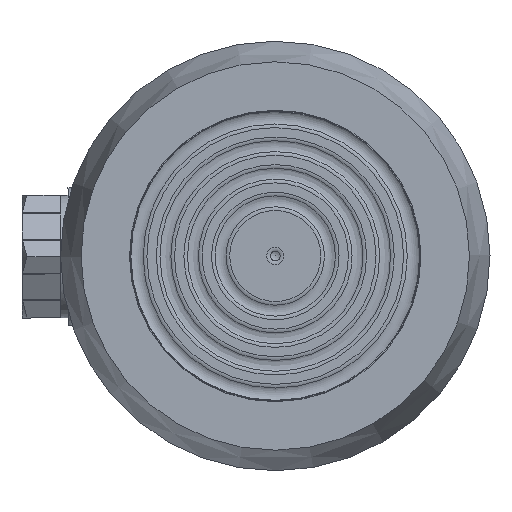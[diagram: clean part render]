
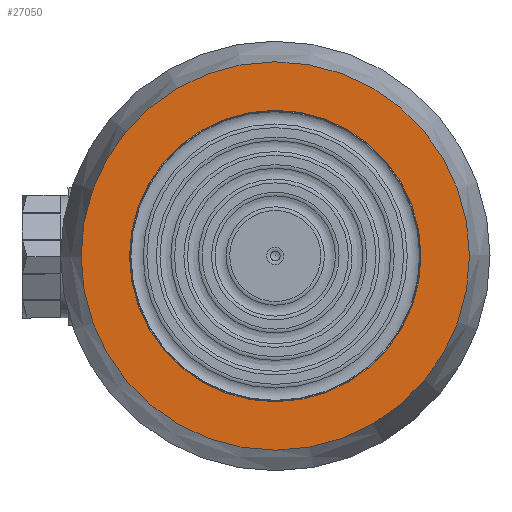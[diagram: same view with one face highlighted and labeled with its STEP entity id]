
A CAD part, left-side view. The second image highlights one B-rep face of the part: STEP entity #27050.
In plain terms, the highlighted planar face has unit normal (-1, 0, 0).
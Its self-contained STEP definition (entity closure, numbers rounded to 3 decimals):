
#531=FACE_BOUND('',#4831,.T.);
#1739=PLANE('',#28569);
#3230=FACE_OUTER_BOUND('',#4830,.T.);
#4830=EDGE_LOOP('',(#25191));
#4831=EDGE_LOOP('',(#25192));
#5347=CIRCLE('',#28561,19.);
#5352=CIRCLE('',#28570,25.321);
#13242=VERTEX_POINT('',#69832);
#13245=VERTEX_POINT('',#69845);
#17234=EDGE_CURVE('',#13242,#13242,#5347,.T.);
#17240=EDGE_CURVE('',#13245,#13245,#5352,.T.);
#25191=ORIENTED_EDGE('',*,*,#17240,.F.);
#25192=ORIENTED_EDGE('',*,*,#17234,.T.);
#27050=ADVANCED_FACE('',(#3230,#531),#1739,.T.);
#28561=AXIS2_PLACEMENT_3D('',#69833,#33310,#33311);
#28569=AXIS2_PLACEMENT_3D('',#69844,#33327,#33328);
#28570=AXIS2_PLACEMENT_3D('',#69846,#33329,#33330);
#33310=DIRECTION('center_axis',(1.,0.,0.));
#33311=DIRECTION('ref_axis',(0.,1.,0.));
#33327=DIRECTION('center_axis',(-1.,0.,0.));
#33328=DIRECTION('ref_axis',(0.,0.,1.));
#33329=DIRECTION('center_axis',(1.,0.,0.));
#33330=DIRECTION('ref_axis',(0.,0.,-1.));
#69832=CARTESIAN_POINT('',(-37.,-19.,0.));
#69833=CARTESIAN_POINT('Origin',(-37.,0.,0.));
#69844=CARTESIAN_POINT('Origin',(-37.,25.321,0.));
#69845=CARTESIAN_POINT('',(-37.,-25.321,0.));
#69846=CARTESIAN_POINT('Origin',(-37.,0.,0.));
